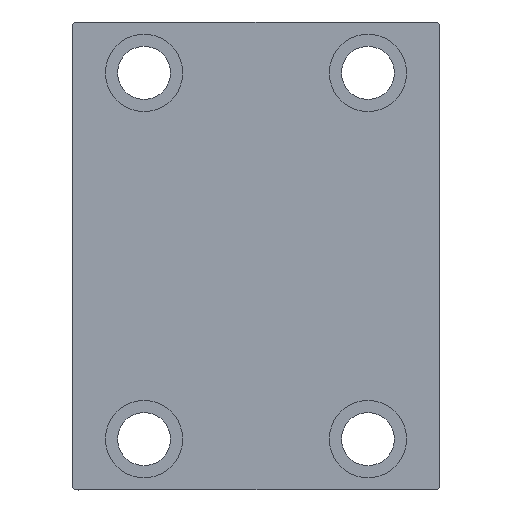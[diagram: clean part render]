
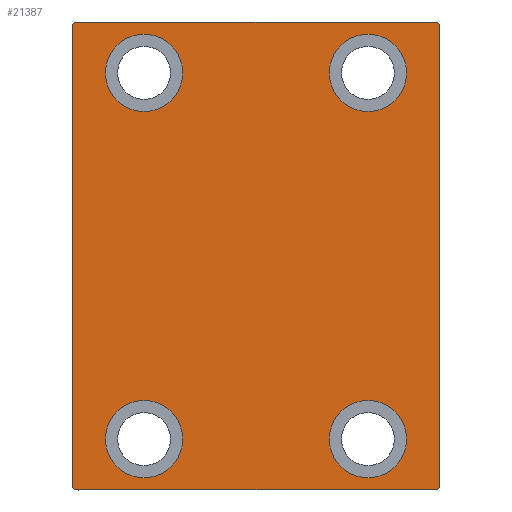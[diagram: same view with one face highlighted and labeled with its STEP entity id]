
A CAD part, left-side view. The second image highlights one B-rep face of the part: STEP entity #21387.
In plain terms, the highlighted face is planar.
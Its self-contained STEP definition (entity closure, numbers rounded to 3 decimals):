
#278 = LINE ( 'NONE', #10446, #29458 ) ;
#383 = VERTEX_POINT ( 'NONE', #895 ) ;
#638 = EDGE_CURVE ( 'NONE', #18792, #32489, #3959, .T. ) ;
#843 = CIRCLE ( 'NONE', #9507, 9.5 ) ;
#895 = CARTESIAN_POINT ( 'NONE',  ( 108., 45., -57. ) ) ;
#898 = EDGE_CURVE ( 'NONE', #383, #7152, #32057, .T. ) ;
#1008 = VERTEX_POINT ( 'NONE', #2407 ) ;
#1139 = DIRECTION ( 'NONE',  ( 0., 0., 1. ) ) ;
#2287 = CARTESIAN_POINT ( 'NONE',  ( 108., 27.5, -45. ) ) ;
#2407 = CARTESIAN_POINT ( 'NONE',  ( 108., 27.5, 54.5 ) ) ;
#2548 = ORIENTED_EDGE ( 'NONE', *, *, #13059, .T. ) ;
#2606 = CARTESIAN_POINT ( 'NONE',  ( 108., 51., 51. ) ) ;
#3268 = ORIENTED_EDGE ( 'NONE', *, *, #29345, .T. ) ;
#3381 = CARTESIAN_POINT ( 'NONE',  ( 108., -27.5, -45. ) ) ;
#3731 = EDGE_LOOP ( 'NONE', ( #44703, #22122 ) ) ;
#3959 = LINE ( 'NONE', #38293, #8843 ) ;
#4034 = CIRCLE ( 'NONE', #6902, 9.5 ) ;
#4469 = EDGE_CURVE ( 'NONE', #32489, #41463, #25612, .T. ) ;
#4799 = AXIS2_PLACEMENT_3D ( 'NONE', #25044, #21213, #42221 ) ;
#4825 = VERTEX_POINT ( 'NONE', #11316 ) ;
#5233 = VERTEX_POINT ( 'NONE', #7326 ) ;
#5274 = LINE ( 'NONE', #40505, #12503 ) ;
#5276 = CARTESIAN_POINT ( 'NONE',  ( 108., 44.5, -57.5 ) ) ;
#5479 = DIRECTION ( 'NONE',  ( 0., 0.707, -0.707 ) ) ;
#5797 = VECTOR ( 'NONE', #32440, 1000. ) ;
#5916 = EDGE_CURVE ( 'NONE', #12729, #29781, #26927, .T. ) ;
#5946 = VERTEX_POINT ( 'NONE', #7389 ) ;
#6340 = DIRECTION ( 'NONE',  ( 0., 0., 1. ) ) ;
#6361 = AXIS2_PLACEMENT_3D ( 'NONE', #20632, #17015, #17229 ) ;
#6582 = AXIS2_PLACEMENT_3D ( 'NONE', #41163, #38215, #31013 ) ;
#6601 = FACE_OUTER_BOUND ( 'NONE', #18128, .T. ) ;
#6902 = AXIS2_PLACEMENT_3D ( 'NONE', #2287, #40251, #36421 ) ;
#7152 = VERTEX_POINT ( 'NONE', #24173 ) ;
#7326 = CARTESIAN_POINT ( 'NONE',  ( 108., -27.5, -35.5 ) ) ;
#7389 = CARTESIAN_POINT ( 'NONE',  ( 108., -27.5, 54.5 ) ) ;
#7431 = ORIENTED_EDGE ( 'NONE', *, *, #22972, .T. ) ;
#7474 = CARTESIAN_POINT ( 'NONE',  ( 108., 27.5, 45. ) ) ;
#7617 = DIRECTION ( 'NONE',  ( 0., 0., 1. ) ) ;
#7637 = DIRECTION ( 'NONE',  ( 0., 0., 1. ) ) ;
#8716 = EDGE_CURVE ( 'NONE', #29609, #18792, #15015, .T. ) ;
#8789 = AXIS2_PLACEMENT_3D ( 'NONE', #12882, #30298, #6340 ) ;
#8843 = VECTOR ( 'NONE', #9434, 1000. ) ;
#9175 = CARTESIAN_POINT ( 'NONE',  ( 108., 27.5, 35.5 ) ) ;
#9373 = DIRECTION ( 'NONE',  ( 0., -0.707, 0.707 ) ) ;
#9434 = DIRECTION ( 'NONE',  ( 0., 0., -1. ) ) ;
#9507 = AXIS2_PLACEMENT_3D ( 'NONE', #3381, #13997, #14215 ) ;
#9534 = CIRCLE ( 'NONE', #30494, 9.5 ) ;
#9758 = FACE_BOUND ( 'NONE', #12007, .T. ) ;
#10446 = CARTESIAN_POINT ( 'NONE',  ( 108., 45., 57.5 ) ) ;
#11316 = CARTESIAN_POINT ( 'NONE',  ( 108., 44.5, 57.5 ) ) ;
#11501 = CARTESIAN_POINT ( 'NONE',  ( 108., -27.5, -54.5 ) ) ;
#11628 = LINE ( 'NONE', #42159, #5797 ) ;
#11987 = AXIS2_PLACEMENT_3D ( 'NONE', #43598, #30046, #39526 ) ;
#12007 = EDGE_LOOP ( 'NONE', ( #30877, #18571 ) ) ;
#12503 = VECTOR ( 'NONE', #22667, 1000. ) ;
#12729 = VERTEX_POINT ( 'NONE', #20057 ) ;
#12882 = CARTESIAN_POINT ( 'NONE',  ( 108., -27.5, 45. ) ) ;
#12989 = LINE ( 'NONE', #2606, #16808 ) ;
#13009 = EDGE_CURVE ( 'NONE', #4825, #29609, #278, .T. ) ;
#13059 = EDGE_CURVE ( 'NONE', #28635, #5233, #28008, .T. ) ;
#13465 = CIRCLE ( 'NONE', #4799, 9.5 ) ;
#13966 = ORIENTED_EDGE ( 'NONE', *, *, #39394, .T. ) ;
#13997 = DIRECTION ( 'NONE',  ( -1., 0., 0. ) ) ;
#14215 = DIRECTION ( 'NONE',  ( 0., 0., 1. ) ) ;
#14354 = DIRECTION ( 'NONE',  ( 0., -0.707, -0.707 ) ) ;
#14748 = CARTESIAN_POINT ( 'NONE',  ( 108., -45., -57. ) ) ;
#15015 = LINE ( 'NONE', #42157, #39970 ) ;
#15095 = ORIENTED_EDGE ( 'NONE', *, *, #27316, .T. ) ;
#16808 = VECTOR ( 'NONE', #9373, 1000. ) ;
#17015 = DIRECTION ( 'NONE',  ( -1., 0., 0. ) ) ;
#17210 = FACE_BOUND ( 'NONE', #23363, .T. ) ;
#17229 = DIRECTION ( 'NONE',  ( 0., 0., 1. ) ) ;
#18026 = CARTESIAN_POINT ( 'NONE',  ( 108., 45., -57.5 ) ) ;
#18128 = EDGE_LOOP ( 'NONE', ( #34921, #33811, #20076, #26258, #41743, #33530, #22066, #15095 ) ) ;
#18571 = ORIENTED_EDGE ( 'NONE', *, *, #23695, .T. ) ;
#18792 = VERTEX_POINT ( 'NONE', #24972 ) ;
#19430 = EDGE_CURVE ( 'NONE', #41463, #43333, #11628, .T. ) ;
#19998 = VERTEX_POINT ( 'NONE', #25043 ) ;
#20057 = CARTESIAN_POINT ( 'NONE',  ( 108., 27.5, -54.5 ) ) ;
#20076 = ORIENTED_EDGE ( 'NONE', *, *, #638, .T. ) ;
#20392 = PLANE ( 'NONE',  #6582 ) ;
#20421 = VECTOR ( 'NONE', #7637, 1000. ) ;
#20632 = CARTESIAN_POINT ( 'NONE',  ( 108., -27.5, -45. ) ) ;
#20735 = DIRECTION ( 'NONE',  ( -1., 0., 0. ) ) ;
#21213 = DIRECTION ( 'NONE',  ( -1., 0., 0. ) ) ;
#21387 = ADVANCED_FACE ( 'NONE', ( #23774, #9758, #17210, #23558, #6601 ), #20392, .T. ) ;
#21703 = DIRECTION ( 'NONE',  ( -1., 0., 0. ) ) ;
#22066 = ORIENTED_EDGE ( 'NONE', *, *, #898, .T. ) ;
#22122 = ORIENTED_EDGE ( 'NONE', *, *, #38261, .T. ) ;
#22667 = DIRECTION ( 'NONE',  ( 0., 0.707, 0.707 ) ) ;
#22972 = EDGE_CURVE ( 'NONE', #5233, #28635, #843, .T. ) ;
#23363 = EDGE_LOOP ( 'NONE', ( #13966, #3268 ) ) ;
#23558 = FACE_BOUND ( 'NONE', #3731, .T. ) ;
#23695 = EDGE_CURVE ( 'NONE', #5946, #19998, #23935, .T. ) ;
#23774 = FACE_BOUND ( 'NONE', #35308, .T. ) ;
#23935 = CIRCLE ( 'NONE', #8789, 9.5 ) ;
#24173 = CARTESIAN_POINT ( 'NONE',  ( 108., 45., 57. ) ) ;
#24972 = CARTESIAN_POINT ( 'NONE',  ( 108., -45., 57. ) ) ;
#25043 = CARTESIAN_POINT ( 'NONE',  ( 108., -27.5, 35.5 ) ) ;
#25044 = CARTESIAN_POINT ( 'NONE',  ( 108., -27.5, 45. ) ) ;
#25495 = CARTESIAN_POINT ( 'NONE',  ( 108., -44.5, 57.5 ) ) ;
#25612 = LINE ( 'NONE', #39375, #30518 ) ;
#26258 = ORIENTED_EDGE ( 'NONE', *, *, #4469, .T. ) ;
#26927 = CIRCLE ( 'NONE', #42798, 9.5 ) ;
#27316 = EDGE_CURVE ( 'NONE', #7152, #4825, #12989, .T. ) ;
#27573 = EDGE_CURVE ( 'NONE', #43333, #383, #5274, .T. ) ;
#28008 = CIRCLE ( 'NONE', #6361, 9.5 ) ;
#28635 = VERTEX_POINT ( 'NONE', #11501 ) ;
#29345 = EDGE_CURVE ( 'NONE', #1008, #38904, #9534, .T. ) ;
#29458 = VECTOR ( 'NONE', #34637, 1000. ) ;
#29609 = VERTEX_POINT ( 'NONE', #25495 ) ;
#29781 = VERTEX_POINT ( 'NONE', #30672 ) ;
#30046 = DIRECTION ( 'NONE',  ( -1., 0., 0. ) ) ;
#30298 = DIRECTION ( 'NONE',  ( -1., 0., 0. ) ) ;
#30494 = AXIS2_PLACEMENT_3D ( 'NONE', #7474, #21703, #1139 ) ;
#30518 = VECTOR ( 'NONE', #5479, 1000. ) ;
#30672 = CARTESIAN_POINT ( 'NONE',  ( 108., 27.5, -35.5 ) ) ;
#30877 = ORIENTED_EDGE ( 'NONE', *, *, #40454, .T. ) ;
#31013 = DIRECTION ( 'NONE',  ( 0., 0., -1. ) ) ;
#31366 = CARTESIAN_POINT ( 'NONE',  ( 108., 27.5, -45. ) ) ;
#32057 = LINE ( 'NONE', #18026, #20421 ) ;
#32440 = DIRECTION ( 'NONE',  ( 0., 1., 0. ) ) ;
#32489 = VERTEX_POINT ( 'NONE', #14748 ) ;
#33530 = ORIENTED_EDGE ( 'NONE', *, *, #27573, .T. ) ;
#33811 = ORIENTED_EDGE ( 'NONE', *, *, #8716, .T. ) ;
#34637 = DIRECTION ( 'NONE',  ( 0., -1., 0. ) ) ;
#34921 = ORIENTED_EDGE ( 'NONE', *, *, #13009, .T. ) ;
#35308 = EDGE_LOOP ( 'NONE', ( #2548, #7431 ) ) ;
#36421 = DIRECTION ( 'NONE',  ( 0., 0., 1. ) ) ;
#38215 = DIRECTION ( 'NONE',  ( 1., 0., 0. ) ) ;
#38261 = EDGE_CURVE ( 'NONE', #29781, #12729, #4034, .T. ) ;
#38293 = CARTESIAN_POINT ( 'NONE',  ( 108., -45., 57.5 ) ) ;
#38602 = CARTESIAN_POINT ( 'NONE',  ( 108., -44.5, -57.5 ) ) ;
#38904 = VERTEX_POINT ( 'NONE', #9175 ) ;
#39375 = CARTESIAN_POINT ( 'NONE',  ( 108., -51., -51. ) ) ;
#39394 = EDGE_CURVE ( 'NONE', #38904, #1008, #41578, .T. ) ;
#39526 = DIRECTION ( 'NONE',  ( 0., 0., 1. ) ) ;
#39970 = VECTOR ( 'NONE', #14354, 1000. ) ;
#40251 = DIRECTION ( 'NONE',  ( -1., 0., 0. ) ) ;
#40454 = EDGE_CURVE ( 'NONE', #19998, #5946, #13465, .T. ) ;
#40505 = CARTESIAN_POINT ( 'NONE',  ( 108., 51., -51. ) ) ;
#41163 = CARTESIAN_POINT ( 'NONE',  ( 108., 0., 0. ) ) ;
#41463 = VERTEX_POINT ( 'NONE', #38602 ) ;
#41578 = CIRCLE ( 'NONE', #11987, 9.5 ) ;
#41743 = ORIENTED_EDGE ( 'NONE', *, *, #19430, .T. ) ;
#42157 = CARTESIAN_POINT ( 'NONE',  ( 108., -51., 51. ) ) ;
#42159 = CARTESIAN_POINT ( 'NONE',  ( 108., -45., -57.5 ) ) ;
#42221 = DIRECTION ( 'NONE',  ( 0., 0., 1. ) ) ;
#42798 = AXIS2_PLACEMENT_3D ( 'NONE', #31366, #20735, #7617 ) ;
#43333 = VERTEX_POINT ( 'NONE', #5276 ) ;
#43598 = CARTESIAN_POINT ( 'NONE',  ( 108., 27.5, 45. ) ) ;
#44703 = ORIENTED_EDGE ( 'NONE', *, *, #5916, .T. ) ;
